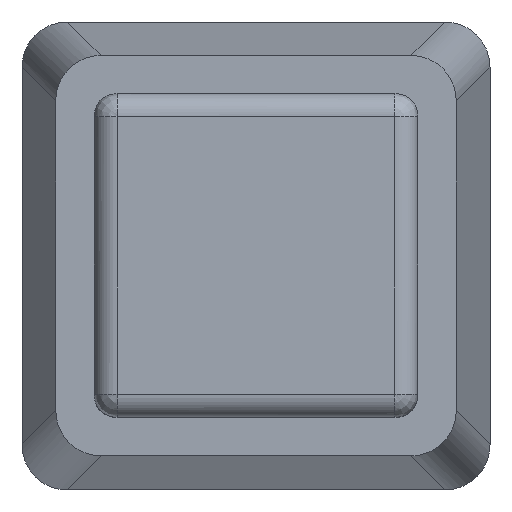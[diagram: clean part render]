
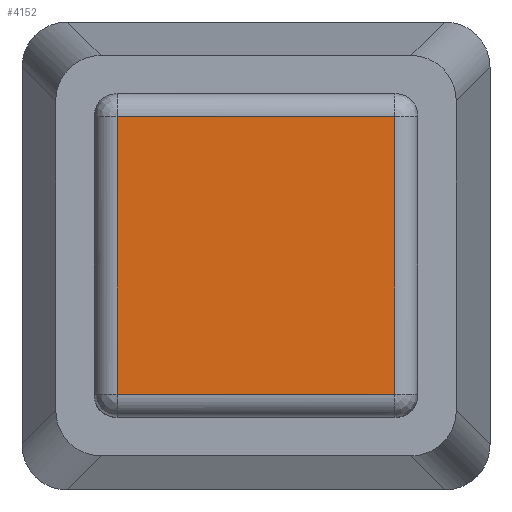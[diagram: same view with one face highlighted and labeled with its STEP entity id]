
A CAD part, top view. The second image highlights one B-rep face of the part: STEP entity #4152.
In plain terms, the highlighted planar face has unit normal (0, 0, 1).
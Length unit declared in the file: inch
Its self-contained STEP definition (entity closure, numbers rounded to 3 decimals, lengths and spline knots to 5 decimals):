
#494 = LINE ( 'NONE', #495, #8638 ) ;
#495 = CARTESIAN_POINT ( 'NONE',  ( 0.20254, -0.18092, 0.425 ) ) ;
#496 = DIRECTION ( 'NONE',  ( 1., 0., 0. ) ) ;
#646 = LINE ( 'NONE', #647, #7803 ) ;
#647 = CARTESIAN_POINT ( 'NONE',  ( -0.18092, 0.20254, 0.425 ) ) ;
#648 = DIRECTION ( 'NONE',  ( 0., -1., 0. ) ) ;
#930 = VECTOR ( 'NONE', #5230, 39.37008 ) ;
#954 = VECTOR ( 'NONE', #5317, 39.37008 ) ;
#1290 = CARTESIAN_POINT ( 'NONE',  ( -0.18092, 0.18092, 0.425 ) ) ;
#1294 = CARTESIAN_POINT ( 'NONE',  ( 0.18092, 0.18092, 0.425 ) ) ;
#1303 = CARTESIAN_POINT ( 'NONE',  ( 0.18092, -0.18092, 0.425 ) ) ;
#1326 = CARTESIAN_POINT ( 'NONE',  ( -0.18092, -0.18092, 0.425 ) ) ;
#1567 = ORIENTED_EDGE ( 'NONE', *, *, #2839, .T. ) ;
#1568 = ORIENTED_EDGE ( 'NONE', *, *, #2811, .T. ) ;
#1569 = ORIENTED_EDGE ( 'NONE', *, *, #2789, .T. ) ;
#1570 = ORIENTED_EDGE ( 'NONE', *, *, #2880, .T. ) ;
#2789 = EDGE_CURVE ( 'NONE', #3917, #3908, #5228, .T. ) ;
#2811 = EDGE_CURVE ( 'NONE', #3908, #3904, #5315, .T. ) ;
#2839 = EDGE_CURVE ( 'NONE', #3940, #3917, #494, .T. ) ;
#2880 = EDGE_CURVE ( 'NONE', #3904, #3940, #646, .T. ) ;
#3904 = VERTEX_POINT ( 'NONE', #1290 ) ;
#3908 = VERTEX_POINT ( 'NONE', #1294 ) ;
#3917 = VERTEX_POINT ( 'NONE', #1303 ) ;
#3940 = VERTEX_POINT ( 'NONE', #1326 ) ;
#4152 = ADVANCED_FACE ( 'NONE', ( #5616 ), #6258, .F. ) ;
#5228 = LINE ( 'NONE', #5229, #930 ) ;
#5229 = CARTESIAN_POINT ( 'NONE',  ( 0.18092, 0.20254, 0.425 ) ) ;
#5230 = DIRECTION ( 'NONE',  ( 0., 1., 0. ) ) ;
#5315 = LINE ( 'NONE', #5316, #954 ) ;
#5316 = CARTESIAN_POINT ( 'NONE',  ( 0.20254, 0.18092, 0.425 ) ) ;
#5317 = DIRECTION ( 'NONE',  ( -1., 0., 0. ) ) ;
#5616 = FACE_OUTER_BOUND ( 'NONE', #7225, .T. ) ;
#5618 = AXIS2_PLACEMENT_3D ( 'NONE', #6259, #6260, #6261 ) ;
#6258 = PLANE ( 'NONE',  #5618 ) ;
#6259 = CARTESIAN_POINT ( 'NONE',  ( 0.20254, 0.20254, 0.425 ) ) ;
#6260 = DIRECTION ( 'NONE',  ( 0., 0., -1. ) ) ;
#6261 = DIRECTION ( 'NONE',  ( -1., 0., 0. ) ) ;
#7225 = EDGE_LOOP ( 'NONE', ( #1567, #1569, #1568, #1570 ) ) ;
#7803 = VECTOR ( 'NONE', #648, 39.37008 ) ;
#8638 = VECTOR ( 'NONE', #496, 39.37008 ) ;
